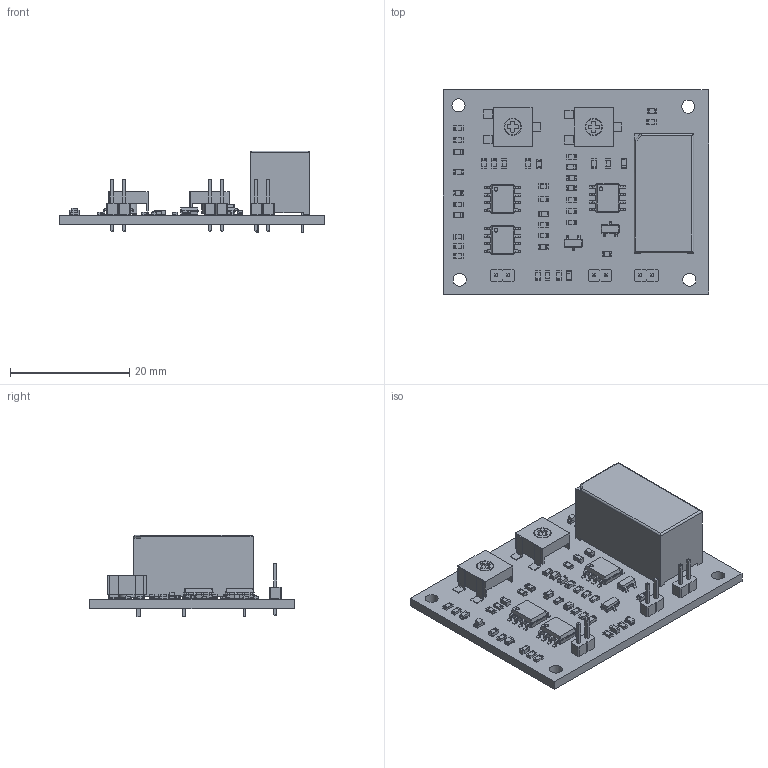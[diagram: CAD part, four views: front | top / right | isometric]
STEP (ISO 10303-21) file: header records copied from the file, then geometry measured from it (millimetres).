
FILE_DESCRIPTION(('KiCad electronic assembly'),'2;1');
FILE_NAME('vib_detector.step','2023-03-24T15:11:28',('Pcbnew'),('Kicad') ,'Open CASCADE STEP processor 7.6','KiCad to STEP converter','Unknown' );
FILE_SCHEMA(('AUTOMOTIVE_DESIGN { 1 0 10303 214 1 1 1 1 }'));
Length unit declared in the file: millimetre
Products named in the file (22): vib_detector 1; R_0603_1608Metric; SOLID; PinHeader_1x02_P2.00mm_Vertical; CP_EIA-1608-08_AVX-J; SOT-23; C_0603_1608Metric; D_0603_1608Metric; LED_0603_1608Metric; SOIC-8_3.9x4.9mm_P1.27mm; Relay_SPDT_Finder_32.21-x000; User Library-CA6V-SMD; COMPOUND; PCB
Assembly tree (60 placements, depth 3):
  vib_detector 1
    R_0603_1608Metric  x19
      SOLID
    PinHeader_1x02_P2.00mm_Vertical  x3
      SOLID
    CP_EIA-1608-08_AVX-J  x6
      SOLID
    SOT-23  x2
      SOLID
    C_0603_1608Metric  x5
      SOLID
    D_0603_1608Metric  x6
      SOLID
    LED_0603_1608Metric  x2
      SOLID
    SOIC-8_3.9x4.9mm_P1.27mm  x3
      SOLID
    Relay_SPDT_Finder_32.21-x000
      SOLID
    User Library-CA6V-SMD  x2
      COMPOUND
    PCB
Bounding box: 44.45 x 34.29 x 13.7 mm (x, y, z)
Volume: 4801.7 mm3; surface area: 5571 mm2
Topology: 58 solids, 58 shells, 2243 faces, 5780 edges, 3713 vertices
Faces by surface type: plane 1506, cylinder 539, bspline 198
Full cylindrical faces by diameter (mm): 0.6 x3, 0.8 x6, 1 x2, 1.2 x3, 2.2 x4, 2.5 x2
Entity records: 45853 total; most frequent: CARTESIAN_POINT 8848, DIRECTION 5936, LINE 4025, VECTOR 4025, ORIENTED_EDGE 3216, PCURVE 3216, DEFINITIONAL_REPRESENTATION 3216, EDGE_CURVE 1608
